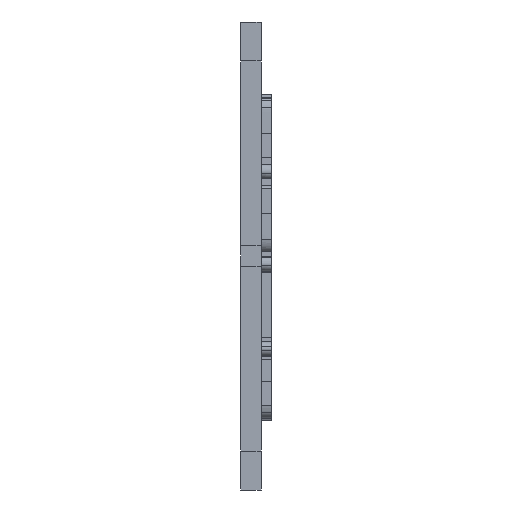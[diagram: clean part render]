
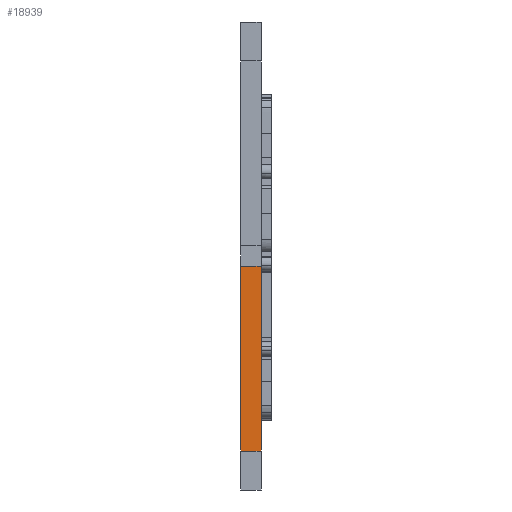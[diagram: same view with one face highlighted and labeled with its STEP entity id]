
A CAD part, left-side view. The second image highlights one B-rep face of the part: STEP entity #18939.
In plain terms, the highlighted planar face has unit normal (-1, 0, 0).
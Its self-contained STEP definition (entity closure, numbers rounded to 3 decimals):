
#2110=FACE_OUTER_BOUND('',#3169,.T.);
#3169=EDGE_LOOP('',(#12649,#12650,#12651,#12652));
#4317=LINE('',#22935,#5968);
#4333=LINE('',#22967,#5984);
#4343=LINE('',#22986,#5994);
#4344=LINE('',#22987,#5995);
#5968=VECTOR('',#20474,10.);
#5984=VECTOR('',#20502,10.);
#5994=VECTOR('',#20518,10.);
#5995=VECTOR('',#20519,10.);
#7603=VERTEX_POINT('',#22932);
#7604=VERTEX_POINT('',#22934);
#7613=VERTEX_POINT('',#22965);
#7614=VERTEX_POINT('',#22966);
#9611=EDGE_CURVE('',#7603,#7604,#4317,.T.);
#9627=EDGE_CURVE('',#7613,#7614,#4333,.T.);
#9637=EDGE_CURVE('',#7604,#7614,#4343,.T.);
#9638=EDGE_CURVE('',#7613,#7603,#4344,.T.);
#12649=ORIENTED_EDGE('',*,*,#9627,.T.);
#12650=ORIENTED_EDGE('',*,*,#9637,.F.);
#12651=ORIENTED_EDGE('',*,*,#9611,.F.);
#12652=ORIENTED_EDGE('',*,*,#9638,.F.);
#18547=PLANE('',#20013);
#18939=ADVANCED_FACE('',(#2110),#18547,.T.);
#20013=AXIS2_PLACEMENT_3D('',#22985,#20516,#20517);
#20474=DIRECTION('',(0.,1.,0.));
#20502=DIRECTION('',(0.,1.,0.));
#20516=DIRECTION('center_axis',(-1.,0.,0.));
#20517=DIRECTION('ref_axis',(0.,0.,1.));
#20518=DIRECTION('',(0.,0.,1.));
#20519=DIRECTION('',(0.,0.,-1.));
#22932=CARTESIAN_POINT('',(-79.,0.,-19.));
#22934=CARTESIAN_POINT('',(-79.,2.,-19.));
#22935=CARTESIAN_POINT('',(-79.,0.,-19.));
#22965=CARTESIAN_POINT('',(-79.,0.,-1.));
#22966=CARTESIAN_POINT('',(-79.,2.,-1.));
#22967=CARTESIAN_POINT('',(-79.,1.,-1.));
#22985=CARTESIAN_POINT('Origin',(-79.,0.,-18.));
#22986=CARTESIAN_POINT('',(-79.,2.,18.));
#22987=CARTESIAN_POINT('',(-79.,0.,-18.));
